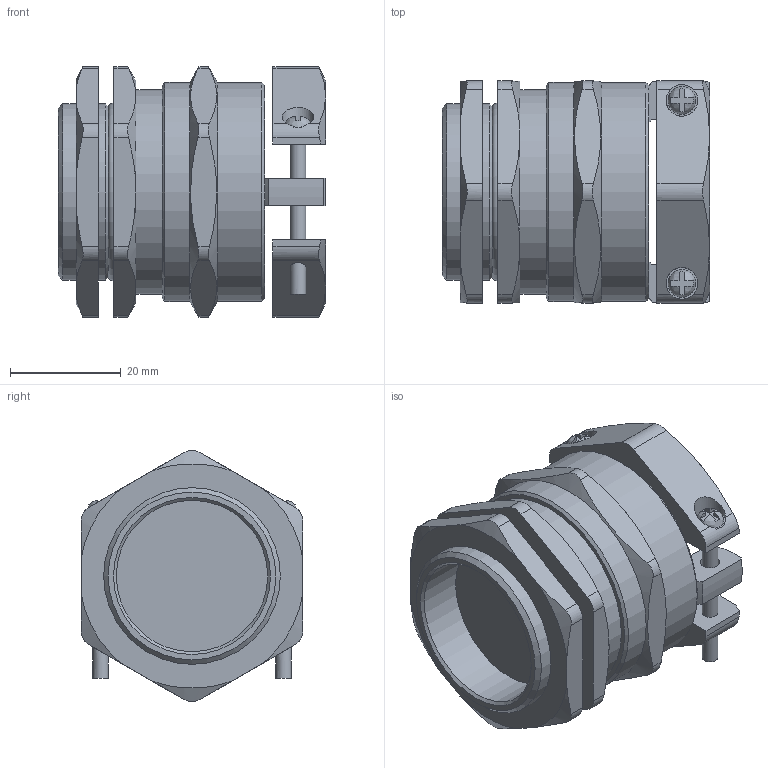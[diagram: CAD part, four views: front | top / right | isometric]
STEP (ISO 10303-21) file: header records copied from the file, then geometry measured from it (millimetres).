
FILE_DESCRIPTION(/* description */ ('','CAx-IF Rec.Pracs.---Representation and Presentation of Product Manufacturing Information (PMI)---4.0---2014-10-13'),/* implementation_level */ '2;1');
FILE_NAME(/* name */ 'ЗЭТАРУС ВКХ-М32-25-L10.stp',/* time_stamp */ '2022-08-30T11:22:24+07:00',/* author */ ('zeta-09'),/* organization */ (''),/* preprocessor_version */ 'ST-DEVELOPER v18.1',/* originating_system */ 'Autodesk Inventor 2021',/* authorisation */ '');
FILE_SCHEMA (('AP242_MANAGED_MODEL_BASED_3D_ENGINEERING_MIM_LF { 1 0 10303 442 1 1 4 }'));
Length unit declared in the file: millimetre
Products named in the file (1): Деталь111
Bounding box: 48.2 x 40 x 45.26 mm (x, y, z)
Volume: 45056.4 mm3; surface area: 14913.3 mm2
Topology: 2 solids, 4 shells, 165 faces, 412 edges, 267 vertices
Faces by surface type: plane 76, cylinder 49, cone 33, torus 5, bspline 2
Full cylindrical faces by diameter (mm): 2.85 x4, 3.5 x4, 5.7 x2, 25.5 x1, 27.3 x1, 31.85 x2, 36.85 x1, 39.5 x2
Entity records: 5633 total; most frequent: CARTESIAN_POINT 1603, ORIENTED_EDGE 822, DIRECTION 760, EDGE_CURVE 412, AXIS2_PLACEMENT_3D 300, VERTEX_POINT 267, EDGE_LOOP 185, STYLED_ITEM 166
